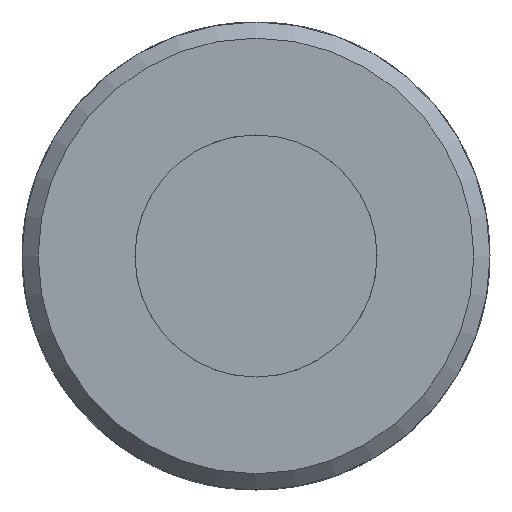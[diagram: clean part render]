
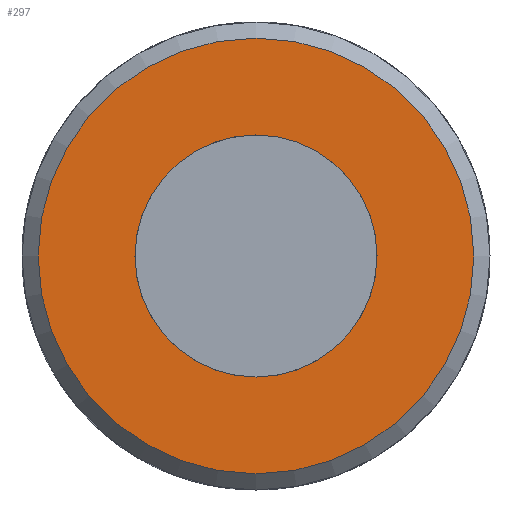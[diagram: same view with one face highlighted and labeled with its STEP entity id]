
A CAD part, left-side view. The second image highlights one B-rep face of the part: STEP entity #297.
In plain terms, the highlighted planar face has unit normal (-1, 0, 0).
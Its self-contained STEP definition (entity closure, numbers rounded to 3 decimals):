
#297 = ADVANCED_FACE( '', ( #598, #599 ), #600, .T. );
#598 = FACE_BOUND( '', #886, .T. );
#599 = FACE_OUTER_BOUND( '', #887, .T. );
#600 = PLANE( '', #888 );
#886 = EDGE_LOOP( '', ( #1442 ) );
#887 = EDGE_LOOP( '', ( #1443 ) );
#888 = AXIS2_PLACEMENT_3D( '', #1444, #1445, #1446 );
#1442 = ORIENTED_EDGE( '', *, *, #1576, .T. );
#1443 = ORIENTED_EDGE( '', *, *, #1567, .F. );
#1444 = CARTESIAN_POINT( '', ( 0., 27., 0. ) );
#1445 = DIRECTION( '', ( -1., 0., 0. ) );
#1446 = DIRECTION( '', ( 0., 0., 1. ) );
#1567 = EDGE_CURVE( '', #1827, #1827, #1828, .T. );
#1576 = EDGE_CURVE( '', #1842, #1842, #1843, .T. );
#1827 = VERTEX_POINT( '', #2597 );
#1828 = CIRCLE( '', #2598, 27. );
#1842 = VERTEX_POINT( '', #2713 );
#1843 = CIRCLE( '', #2714, 15. );
#2597 = CARTESIAN_POINT( '', ( 0., 0., -27. ) );
#2598 = AXIS2_PLACEMENT_3D( '', #3400, #3401, #3402 );
#2713 = CARTESIAN_POINT( '', ( 0., 0., -15. ) );
#2714 = AXIS2_PLACEMENT_3D( '', #3415, #3416, #3417 );
#3400 = CARTESIAN_POINT( '', ( 0., 0., 0. ) );
#3401 = DIRECTION( '', ( 1., 0., 0. ) );
#3402 = DIRECTION( '', ( 0., 0., -1. ) );
#3415 = CARTESIAN_POINT( '', ( 0., 0., 0. ) );
#3416 = DIRECTION( '', ( 1., 0., 0. ) );
#3417 = DIRECTION( '', ( 0., 0., -1. ) );
